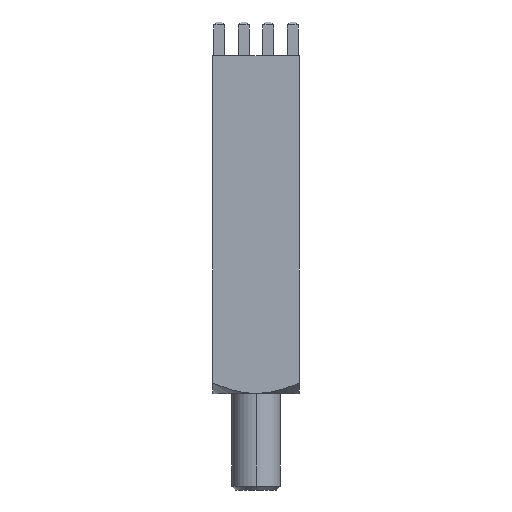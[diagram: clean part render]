
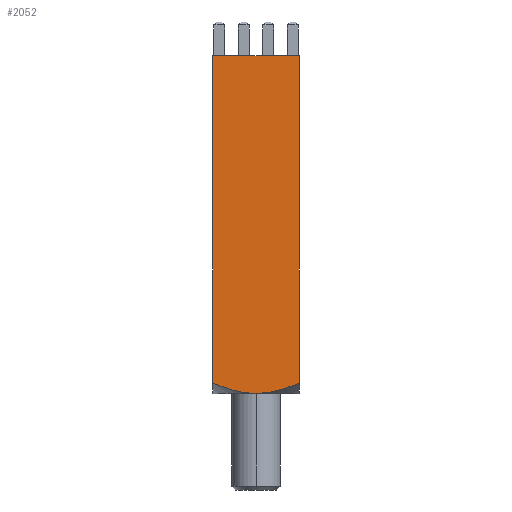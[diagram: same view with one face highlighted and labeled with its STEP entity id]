
A CAD part, left-side view. The second image highlights one B-rep face of the part: STEP entity #2052.
In plain terms, the highlighted planar face has unit normal (-1, 0, 0).
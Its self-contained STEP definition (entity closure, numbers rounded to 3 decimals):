
#46 = VECTOR ( 'NONE', #1191, 1000. ) ;
#48 = VECTOR ( 'NONE', #1172, 1000. ) ;
#136 = VERTEX_POINT ( 'NONE', #3899 ) ;
#142 = VERTEX_POINT ( 'NONE', #3905 ) ;
#168 = VERTEX_POINT ( 'NONE', #3931 ) ;
#173 = VERTEX_POINT ( 'NONE', #3353 ) ;
#174 = VERTEX_POINT ( 'NONE', #3354 ) ;
#621 = EDGE_CURVE ( 'NONE', #136, #142, #2464, .T. ) ;
#1156 = LINE ( 'NONE', #1163, #48 ) ;
#1163 = CARTESIAN_POINT ( 'NONE',  ( -4.5, 4.5, 35. ) ) ;
#1167 = CARTESIAN_POINT ( 'NONE',  ( -4.5, 4.14, 0.929 ) ) ;
#1171 = CARTESIAN_POINT ( 'NONE',  ( -4.5, 4.5, 1.076 ) ) ;
#1172 = DIRECTION ( 'NONE',  ( 0., 0., -1. ) ) ;
#1173 = CARTESIAN_POINT ( 'NONE',  ( -4.5, 0., 0. ) ) ;
#1174 = CARTESIAN_POINT ( 'NONE',  ( -4.5, -0.387, 0. ) ) ;
#1175 = CARTESIAN_POINT ( 'NONE',  ( -4.5, 3.777, 0.79 ) ) ;
#1176 = CARTESIAN_POINT ( 'NONE',  ( -4.5, 3.04, 0.533 ) ) ;
#1177 = CARTESIAN_POINT ( 'NONE',  ( -4.5, 2.667, 0.416 ) ) ;
#1178 = CARTESIAN_POINT ( 'NONE',  ( -4.5, 1.543, 0.121 ) ) ;
#1179 = CARTESIAN_POINT ( 'NONE',  ( -4.5, 0.781, 0. ) ) ;
#1180 = CARTESIAN_POINT ( 'NONE',  ( -4.5, 0., 0. ) ) ;
#1182 = CARTESIAN_POINT ( 'NONE',  ( -4.5, -0.78, 0.03 ) ) ;
#1183 = CARTESIAN_POINT ( 'NONE',  ( -4.5, -1.547, 0.141 ) ) ;
#1184 = CARTESIAN_POINT ( 'NONE',  ( -4.5, -1.925, 0.221 ) ) ;
#1185 = CARTESIAN_POINT ( 'NONE',  ( -4.5, -3.047, 0.516 ) ) ;
#1186 = CARTESIAN_POINT ( 'NONE',  ( -4.5, -3.782, 0.783 ) ) ;
#1187 = CARTESIAN_POINT ( 'NONE',  ( -4.5, -4.5, 1.076 ) ) ;
#1188 = LINE ( 'NONE', #1190, #46 ) ;
#1190 = CARTESIAN_POINT ( 'NONE',  ( -4.5, -4.5, 35. ) ) ;
#1191 = DIRECTION ( 'NONE',  ( 0., 0., -1. ) ) ;
#1443 = EDGE_LOOP ( 'NONE', ( #2884, #1517, #2883, #3352, #1527 ) ) ;
#1517 = ORIENTED_EDGE ( 'NONE', *, *, #3040, .T. ) ;
#1527 = ORIENTED_EDGE ( 'NONE', *, *, #621, .F. ) ;
#1629 = AXIS2_PLACEMENT_3D ( 'NONE', #3513, #3519, #3520 ) ;
#2052 = ADVANCED_FACE ( 'NONE', ( #3516 ), #3517, .F. ) ;
#2155 = VECTOR ( 'NONE', #2467, 1000. ) ;
#2204 = B_SPLINE_CURVE_WITH_KNOTS ( 'NONE', 3,
 ( #1171, #1167, #1175, #1176, #1177, #1178, #1179, #1180 ),
 .UNSPECIFIED., .F., .F.,
 ( 4, 2, 2, 4 ),
 ( 0.012, 0.013, 0.014, 0.016 ),
 .UNSPECIFIED. ) ;
#2208 = B_SPLINE_CURVE_WITH_KNOTS ( 'NONE', 3,
 ( #1173, #1174, #1182, #1183, #1184, #1185, #1186, #1187 ),
 .UNSPECIFIED., .F., .F.,
 ( 4, 2, 2, 4 ),
 ( 0.016, 0.017, 0.019, 0.021 ),
 .UNSPECIFIED. ) ;
#2464 = LINE ( 'NONE', #2466, #2155 ) ;
#2466 = CARTESIAN_POINT ( 'NONE',  ( -4.5, -4.5, 35. ) ) ;
#2467 = DIRECTION ( 'NONE',  ( 0., -1., 0. ) ) ;
#2883 = ORIENTED_EDGE ( 'NONE', *, *, #3041, .T. ) ;
#2884 = ORIENTED_EDGE ( 'NONE', *, *, #3039, .T. ) ;
#3039 = EDGE_CURVE ( 'NONE', #136, #173, #1156, .T. ) ;
#3040 = EDGE_CURVE ( 'NONE', #173, #168, #2204, .T. ) ;
#3041 = EDGE_CURVE ( 'NONE', #168, #174, #2208, .T. ) ;
#3042 = EDGE_CURVE ( 'NONE', #142, #174, #1188, .T. ) ;
#3352 = ORIENTED_EDGE ( 'NONE', *, *, #3042, .F. ) ;
#3353 = CARTESIAN_POINT ( 'NONE',  ( -4.5, 4.5, 1.076 ) ) ;
#3354 = CARTESIAN_POINT ( 'NONE',  ( -4.5, -4.5, 1.076 ) ) ;
#3513 = CARTESIAN_POINT ( 'NONE',  ( -4.5, -4.5, 35. ) ) ;
#3516 = FACE_OUTER_BOUND ( 'NONE', #1443, .T. ) ;
#3517 = PLANE ( 'NONE',  #1629 ) ;
#3519 = DIRECTION ( 'NONE',  ( 1., 0., 0. ) ) ;
#3520 = DIRECTION ( 'NONE',  ( 0., 0., -1. ) ) ;
#3899 = CARTESIAN_POINT ( 'NONE',  ( -4.5, 4.5, 35. ) ) ;
#3905 = CARTESIAN_POINT ( 'NONE',  ( -4.5, -4.5, 35. ) ) ;
#3931 = CARTESIAN_POINT ( 'NONE',  ( -4.5, 0., 0. ) ) ;
